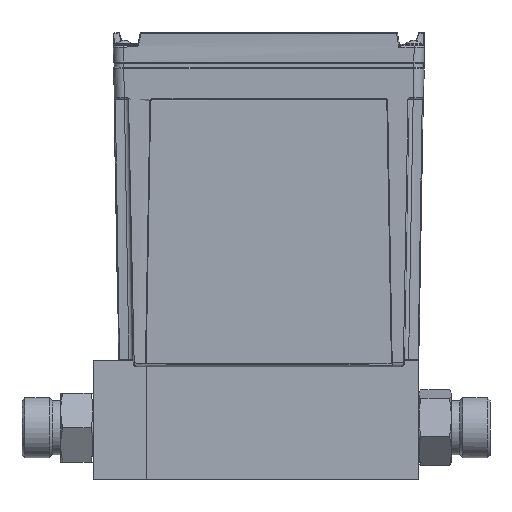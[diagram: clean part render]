
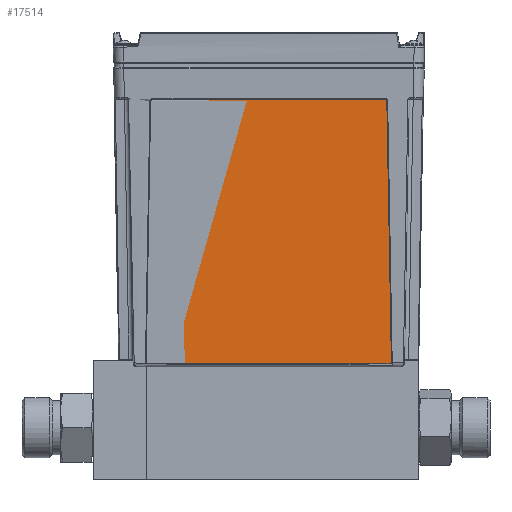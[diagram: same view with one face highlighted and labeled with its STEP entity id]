
A CAD part, top view. The second image highlights one B-rep face of the part: STEP entity #17514.
In plain terms, the highlighted planar face has unit normal (0, -0.018, 1).
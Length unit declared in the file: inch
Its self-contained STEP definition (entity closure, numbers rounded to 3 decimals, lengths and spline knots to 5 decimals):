
#92 = FACE_OUTER_BOUND ( 'NONE', #12924, .T. ) ;
#106 = PLANE ( 'NONE',  #24994 ) ;
#107 = CARTESIAN_POINT ( 'NONE',  ( -0.9865, 4.63895, 1.02987 ) ) ;
#108 = DIRECTION ( 'NONE',  ( 0., -0.017, 1. ) ) ;
#109 = DIRECTION ( 'NONE',  ( 0., -1., -0.017 ) ) ;
#702 = LINE ( 'NONE', #798, #16304 ) ;
#725 = LINE ( 'NONE', #871, #19873 ) ;
#798 = CARTESIAN_POINT ( 'NONE',  ( -2.69684, 4.6193, 1.02953 ) ) ;
#867 = DIRECTION ( 'NONE',  ( -1., 0., 0. ) ) ;
#871 = CARTESIAN_POINT ( 'NONE',  ( -0.9865, 4.63895, 1.02987 ) ) ;
#970 = LINE ( 'NONE', #992, #19509 ) ;
#992 = CARTESIAN_POINT ( 'NONE',  ( -0.9865, 0.80953, 0.96303 ) ) ;
#1077 = DIRECTION ( 'NONE',  ( -0.017, -1., -0.017 ) ) ;
#1098 = DIRECTION ( 'NONE',  ( 1., 0., 0. ) ) ;
#1122 = CARTESIAN_POINT ( 'NONE',  ( -2.74315, 0.82953, 0.96338 ) ) ;
#1208 = DIRECTION ( 'NONE',  ( 0., 1., 0.017 ) ) ;
#1488 = DIRECTION ( 'NONE',  ( 0., -0.017, 1. ) ) ;
#5010 = CARTESIAN_POINT ( 'NONE',  ( 0.77015, 0.80953, 0.96303 ) ) ;
#5478 = CARTESIAN_POINT ( 'NONE',  ( -2.76314, 0.82988, 0.96339 ) ) ;
#5665 = CARTESIAN_POINT ( 'NONE',  ( 0.72384, 4.6193, 1.02953 ) ) ;
#5766 = CARTESIAN_POINT ( 'NONE',  ( -2.67685, 4.63895, 1.02987 ) ) ;
#5819 = CARTESIAN_POINT ( 'NONE',  ( 0.79014, 0.82988, 0.96339 ) ) ;
#12296 = VERTEX_POINT ( 'NONE', #39693 ) ;
#12422 = VERTEX_POINT ( 'NONE', #5819 ) ;
#12464 = VERTEX_POINT ( 'NONE', #5766 ) ;
#12514 = VERTEX_POINT ( 'NONE', #5665 ) ;
#12602 = VERTEX_POINT ( 'NONE', #33627 ) ;
#12697 = VERTEX_POINT ( 'NONE', #5478 ) ;
#12800 = B_SPLINE_CURVE_WITH_KNOTS ( 'NONE', 3,
 ( #33908, #33907, #33900, #33902, #33901, #33894, #33897, #33895, #33888, #33890, #33887, #33886, #33885, #33884, #33877, #33879 ),
 .UNSPECIFIED., .F., .F.,
 ( 4, 2, 2, 2, 1, 1, 2, 2, 4 ),
 ( 0., 0.25, 0.375, 0.5, 0.625, 0.6875, 0.71875, 0.75, 1. ),
 .UNSPECIFIED. ) ;
#12924 = EDGE_LOOP ( 'NONE', ( #16982, #16978, #16974, #16972, #16968, #16964, #16960, #16953 ) ) ;
#13061 = VERTEX_POINT ( 'NONE', #33571 ) ;
#13099 = VERTEX_POINT ( 'NONE', #5010 ) ;
#16304 = VECTOR ( 'NONE', #1077, 39.37008 ) ;
#16953 = ORIENTED_EDGE ( 'NONE', *, *, #20517, .T. ) ;
#16960 = ORIENTED_EDGE ( 'NONE', *, *, #20527, .T. ) ;
#16964 = ORIENTED_EDGE ( 'NONE', *, *, #20550, .T. ) ;
#16968 = ORIENTED_EDGE ( 'NONE', *, *, #20556, .T. ) ;
#16972 = ORIENTED_EDGE ( 'NONE', *, *, #20554, .T. ) ;
#16974 = ORIENTED_EDGE ( 'NONE', *, *, #20547, .T. ) ;
#16978 = ORIENTED_EDGE ( 'NONE', *, *, #20543, .T. ) ;
#16982 = ORIENTED_EDGE ( 'NONE', *, *, #20536, .T. ) ;
#17514 = ADVANCED_FACE ( 'NONE', ( #92 ), #106, .T. ) ;
#19262 = VECTOR ( 'NONE', #34015, 39.37008 ) ;
#19509 = VECTOR ( 'NONE', #1098, 39.37008 ) ;
#19626 = AXIS2_PLACEMENT_3D ( 'NONE', #1122, #1488, #1208 ) ;
#19628 = CIRCLE ( 'NONE', #19626, 0.02 ) ;
#19873 = VECTOR ( 'NONE', #867, 39.37008 ) ;
#20517 = EDGE_CURVE ( 'NONE', #12464, #12602, #44353, .T. ) ;
#20527 = EDGE_CURVE ( 'NONE', #13061, #12464, #725, .T. ) ;
#20536 = EDGE_CURVE ( 'NONE', #12602, #12697, #702, .T. ) ;
#20543 = EDGE_CURVE ( 'NONE', #12697, #12296, #19628, .T. ) ;
#20547 = EDGE_CURVE ( 'NONE', #12296, #13099, #970, .T. ) ;
#20550 = EDGE_CURVE ( 'NONE', #12514, #13061, #12800, .T. ) ;
#20554 = EDGE_CURVE ( 'NONE', #13099, #12422, #44355, .T. ) ;
#20556 = EDGE_CURVE ( 'NONE', #12422, #12514, #34019, .T. ) ;
#24994 = AXIS2_PLACEMENT_3D ( 'NONE', #107, #108, #109 ) ;
#30363 = CARTESIAN_POINT ( 'NONE',  ( -2.68541, 4.63706, 1.02984 ) ) ;
#30364 = CARTESIAN_POINT ( 'NONE',  ( -2.67944, 4.63893, 1.02987 ) ) ;
#30366 = CARTESIAN_POINT ( 'NONE',  ( -2.68191, 4.63845, 1.02987 ) ) ;
#30369 = CARTESIAN_POINT ( 'NONE',  ( -2.67685, 4.63895, 1.02987 ) ) ;
#30371 = CARTESIAN_POINT ( 'NONE',  ( -2.69477, 4.62782, 1.02968 ) ) ;
#30372 = CARTESIAN_POINT ( 'NONE',  ( -2.69182, 4.63229, 1.02976 ) ) ;
#30378 = CARTESIAN_POINT ( 'NONE',  ( -2.69431, 4.62874, 1.0297 ) ) ;
#30379 = CARTESIAN_POINT ( 'NONE',  ( -2.69507, 4.6272, 1.02967 ) ) ;
#30381 = CARTESIAN_POINT ( 'NONE',  ( -2.6931, 4.63076, 1.02973 ) ) ;
#30384 = CARTESIAN_POINT ( 'NONE',  ( -2.68655, 4.63649, 1.02983 ) ) ;
#30395 = CARTESIAN_POINT ( 'NONE',  ( -2.68991, 4.63415, 1.02979 ) ) ;
#30396 = CARTESIAN_POINT ( 'NONE',  ( -2.68879, 4.63505, 1.02981 ) ) ;
#30657 = CARTESIAN_POINT ( 'NONE',  ( -2.69684, 4.6193, 1.02953 ) ) ;
#30672 = CARTESIAN_POINT ( 'NONE',  ( -2.69678, 4.6219, 1.02958 ) ) ;
#30731 = CARTESIAN_POINT ( 'NONE',  ( -2.69628, 4.62432, 1.02962 ) ) ;
#30756 = CARTESIAN_POINT ( 'NONE',  ( -2.69522, 4.62685, 1.02966 ) ) ;
#33571 = CARTESIAN_POINT ( 'NONE',  ( 0.70385, 4.63895, 1.02987 ) ) ;
#33627 = CARTESIAN_POINT ( 'NONE',  ( -2.69684, 4.6193, 1.02953 ) ) ;
#33877 = CARTESIAN_POINT ( 'NONE',  ( 0.70645, 4.63893, 1.02987 ) ) ;
#33879 = CARTESIAN_POINT ( 'NONE',  ( 0.70385, 4.63895, 1.02987 ) ) ;
#33884 = CARTESIAN_POINT ( 'NONE',  ( 0.70888, 4.63847, 1.02987 ) ) ;
#33885 = CARTESIAN_POINT ( 'NONE',  ( 0.71142, 4.63746, 1.02985 ) ) ;
#33886 = CARTESIAN_POINT ( 'NONE',  ( 0.71178, 4.63731, 1.02985 ) ) ;
#33887 = CARTESIAN_POINT ( 'NONE',  ( 0.71241, 4.63703, 1.02984 ) ) ;
#33888 = CARTESIAN_POINT ( 'NONE',  ( 0.71537, 4.6354, 1.02981 ) ) ;
#33890 = CARTESIAN_POINT ( 'NONE',  ( 0.71333, 4.63658, 1.02983 ) ) ;
#33894 = CARTESIAN_POINT ( 'NONE',  ( 0.71974, 4.63117, 1.02974 ) ) ;
#33895 = CARTESIAN_POINT ( 'NONE',  ( 0.71692, 4.63415, 1.02979 ) ) ;
#33897 = CARTESIAN_POINT ( 'NONE',  ( 0.71881, 4.63228, 1.02976 ) ) ;
#33900 = CARTESIAN_POINT ( 'NONE',  ( 0.72326, 4.62435, 1.02962 ) ) ;
#33901 = CARTESIAN_POINT ( 'NONE',  ( 0.72122, 4.62896, 1.0297 ) ) ;
#33902 = CARTESIAN_POINT ( 'NONE',  ( 0.72181, 4.62783, 1.02968 ) ) ;
#33907 = CARTESIAN_POINT ( 'NONE',  ( 0.72378, 4.6219, 1.02958 ) ) ;
#33908 = CARTESIAN_POINT ( 'NONE',  ( 0.72384, 4.6193, 1.02953 ) ) ;
#33924 = CARTESIAN_POINT ( 'NONE',  ( 0.78349, 0.81458, 0.96312 ) ) ;
#33929 = CARTESIAN_POINT ( 'NONE',  ( 0.78534, 0.81644, 0.96315 ) ) ;
#33930 = CARTESIAN_POINT ( 'NONE',  ( 0.78242, 0.81368, 0.9631 ) ) ;
#33931 = CARTESIAN_POINT ( 'NONE',  ( 0.77909, 0.81159, 0.96307 ) ) ;
#33933 = CARTESIAN_POINT ( 'NONE',  ( 0.78024, 0.81221, 0.96308 ) ) ;
#33937 = CARTESIAN_POINT ( 'NONE',  ( 0.77546, 0.81009, 0.96304 ) ) ;
#33939 = CARTESIAN_POINT ( 'NONE',  ( 0.77286, 0.80956, 0.96303 ) ) ;
#33940 = CARTESIAN_POINT ( 'NONE',  ( 0.77015, 0.80953, 0.96303 ) ) ;
#34015 = DIRECTION ( 'NONE',  ( -0.017, 1., 0.017 ) ) ;
#34018 = CARTESIAN_POINT ( 'NONE',  ( 0.79014, 0.82988, 0.96339 ) ) ;
#34019 = LINE ( 'NONE', #34018, #19262 ) ;
#34041 = CARTESIAN_POINT ( 'NONE',  ( 0.79014, 0.82988, 0.96339 ) ) ;
#34042 = CARTESIAN_POINT ( 'NONE',  ( 0.79017, 0.82711, 0.96334 ) ) ;
#34054 = CARTESIAN_POINT ( 'NONE',  ( 0.78969, 0.82452, 0.96329 ) ) ;
#34056 = CARTESIAN_POINT ( 'NONE',  ( 0.78824, 0.82092, 0.96323 ) ) ;
#34057 = CARTESIAN_POINT ( 'NONE',  ( 0.78759, 0.81966, 0.96321 ) ) ;
#34058 = CARTESIAN_POINT ( 'NONE',  ( 0.78616, 0.81746, 0.96317 ) ) ;
#39693 = CARTESIAN_POINT ( 'NONE',  ( -2.74315, 0.80953, 0.96303 ) ) ;
#44353 = B_SPLINE_CURVE_WITH_KNOTS ( 'NONE', 3,
 ( #30369, #30364, #30366, #30363, #30384, #30396, #30395, #30372, #30381, #30378, #30371, #30379, #30756, #30731, #30672, #30657 ),
 .UNSPECIFIED., .F., .F.,
 ( 4, 2, 2, 2, 1, 1, 2, 2, 4 ),
 ( 0., 0.25, 0.375, 0.5, 0.625, 0.6875, 0.71875, 0.75, 1. ),
 .UNSPECIFIED. ) ;
#44355 = B_SPLINE_CURVE_WITH_KNOTS ( 'NONE', 3,
 ( #33940, #33939, #33937, #33931, #33933, #33930, #33924, #33929, #34058, #34057, #34056, #34054, #34042, #34041 ),
 .UNSPECIFIED., .F., .F.,
 ( 4, 2, 2, 2, 2, 2, 4 ),
 ( 0., 0.25, 0.375, 0.5, 0.625, 0.75, 1. ),
 .UNSPECIFIED. ) ;
